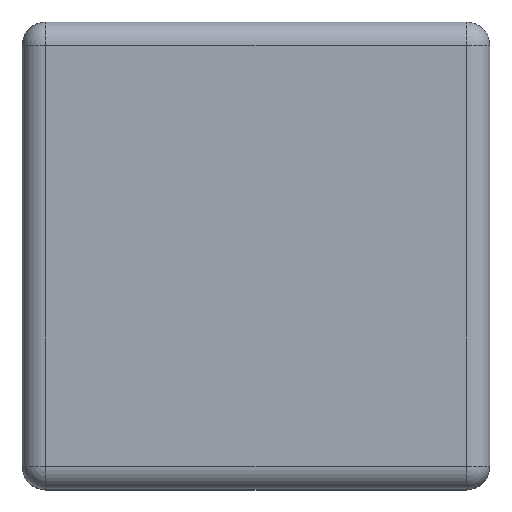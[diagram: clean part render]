
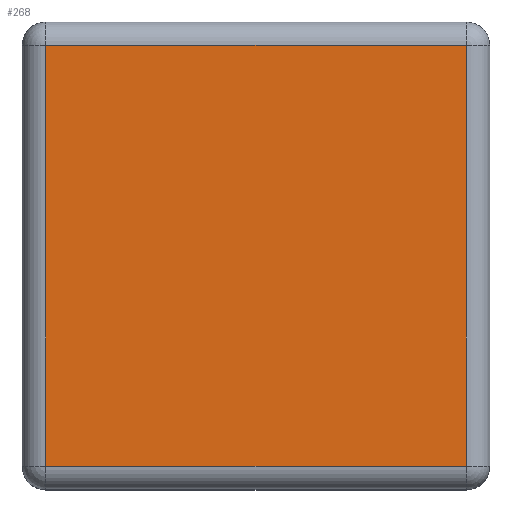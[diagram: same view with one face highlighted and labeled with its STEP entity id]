
A CAD part, top view. The second image highlights one B-rep face of the part: STEP entity #268.
In plain terms, the highlighted planar face has unit normal (0, 0, 1).
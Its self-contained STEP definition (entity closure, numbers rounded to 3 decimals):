
#268 = ADVANCED_FACE( '', ( #547 ), #548, .T. );
#547 = FACE_OUTER_BOUND( '', #820, .T. );
#548 = PLANE( '', #821 );
#820 = EDGE_LOOP( '', ( #1521, #1522, #1523, #1524 ) );
#821 = AXIS2_PLACEMENT_3D( '', #1525, #1526, #1527 );
#1521 = ORIENTED_EDGE( '', *, *, #1607, .T. );
#1522 = ORIENTED_EDGE( '', *, *, #1753, .T. );
#1523 = ORIENTED_EDGE( '', *, *, #1816, .T. );
#1524 = ORIENTED_EDGE( '', *, *, #1805, .T. );
#1525 = CARTESIAN_POINT( '', ( 0., 0., 16. ) );
#1526 = DIRECTION( '', ( 0., 0., 1. ) );
#1527 = DIRECTION( '', ( 1., 0., 0. ) );
#1607 = EDGE_CURVE( '', #1919, #1924, #1926, .T. );
#1753 = EDGE_CURVE( '', #1924, #2143, #2145, .T. );
#1805 = EDGE_CURVE( '', #2137, #1919, #2205, .T. );
#1816 = EDGE_CURVE( '', #2143, #2137, #2216, .T. );
#1919 = VERTEX_POINT( '', #2355 );
#1924 = VERTEX_POINT( '', #2361 );
#1926 = LINE( '', #2363, #2364 );
#2137 = VERTEX_POINT( '', #2667 );
#2143 = VERTEX_POINT( '', #2673 );
#2145 = LINE( '', #2675, #2676 );
#2205 = LINE( '', #2760, #2761 );
#2216 = LINE( '', #2775, #2776 );
#2355 = CARTESIAN_POINT( '', ( 4.5, 4.5, 16. ) );
#2361 = CARTESIAN_POINT( '', ( -4.5, 4.5, 16. ) );
#2363 = CARTESIAN_POINT( '', ( -5., 4.5, 16. ) );
#2364 = VECTOR( '', #2843, 1000. );
#2667 = CARTESIAN_POINT( '', ( 4.5, -4.5, 16. ) );
#2673 = CARTESIAN_POINT( '', ( -4.5, -4.5, 16. ) );
#2675 = CARTESIAN_POINT( '', ( -4.5, -5., 16. ) );
#2676 = VECTOR( '', #2990, 1000. );
#2760 = CARTESIAN_POINT( '', ( 4.5, 5., 16. ) );
#2761 = VECTOR( '', #3036, 1000. );
#2775 = CARTESIAN_POINT( '', ( 5., -4.5, 16. ) );
#2776 = VECTOR( '', #3043, 1000. );
#2843 = DIRECTION( '', ( -1., 0., 0. ) );
#2990 = DIRECTION( '', ( 0., -1., 0. ) );
#3036 = DIRECTION( '', ( 0., 1., 0. ) );
#3043 = DIRECTION( '', ( 1., 0., 0. ) );
